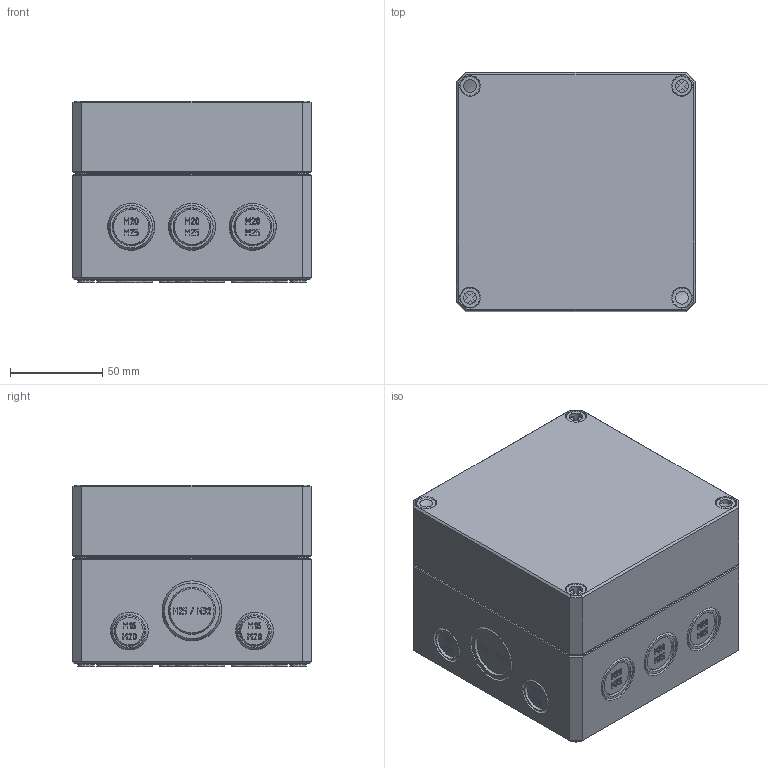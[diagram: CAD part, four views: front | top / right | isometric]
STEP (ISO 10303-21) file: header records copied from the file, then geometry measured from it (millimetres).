
FILE_DESCRIPTION(/* description */ (''),/* implementation_level */ '2;1');
FILE_NAME(/* name */ '0904103300 MBI 131310 MK.stp',/* time_stamp */ '2020-12-16T10:47:42+01:00',/* author */ ('alexander.rose'),/* organization */ (''),/* preprocessor_version */ 'ST-DEVELOPER v17.2',/* originating_system */ 'Autodesk Inventor 2019',/* authorisation */ '');
FILE_SCHEMA (('AUTOMOTIVE_DESIGN { 1 0 10303 214 3 1 1 }'));
Products named in the file (5): 0904103300 MBI 131310 H MK; 0902103382-UT_131360 - KO - Index01; 0903103301-OT_131339 Klar; Schraube _ M10 x 58 _ MBTK -; Dichtung_1313xx
Assembly tree (7 placements, depth 2):
  0904103300 MBI 131310 H MK
    0902103382-UT_131360 - KO - Index01
    0903103301-OT_131339 Klar
    Schraube _ M10 x 58 _ MBTK -  x4
    Dichtung_1313xx
Bounding box: 130 x 130 x 98.8 mm (x, y, z)
Volume: 282124.7 mm3; surface area: 200911.1 mm2
Topology: 7 solids, 7 shells, 4037 faces, 10364 edges, 6642 vertices
Faces by surface type: plane 1673, bspline 1368, cylinder 362, torus 334, cone 268, sphere 32
Full cylindrical faces by diameter (mm): 4.5 x4, 5 x4, 5.8 x8, 6 x2, 7 x4, 8.376 x4, 10.5 x4
Entity records: 121325 total; most frequent: CARTESIAN_POINT 38028, ORIENTED_EDGE 19206, DIRECTION 13589, EDGE_CURVE 9603, VERTEX_POINT 6153, LINE 5005, VECTOR 5005, AXIS2_PLACEMENT_3D 4292
